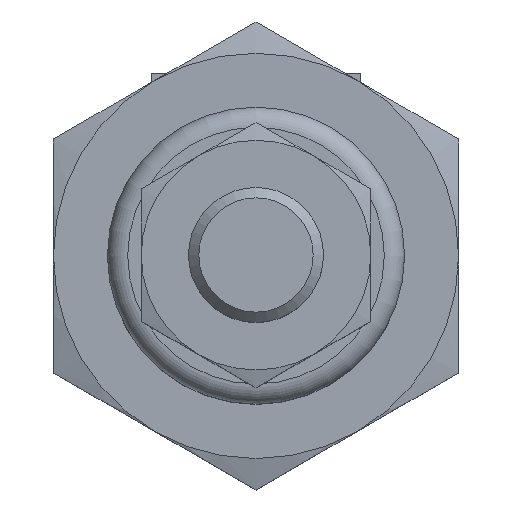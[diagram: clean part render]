
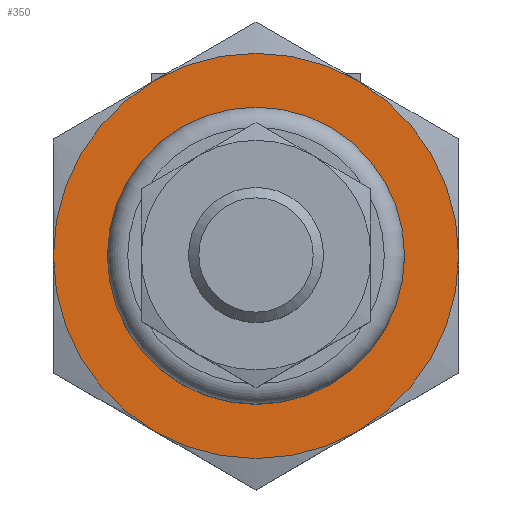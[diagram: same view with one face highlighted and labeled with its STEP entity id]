
A CAD part, top view. The second image highlights one B-rep face of the part: STEP entity #350.
In plain terms, the highlighted face is planar.
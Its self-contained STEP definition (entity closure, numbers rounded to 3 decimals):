
#350 = ADVANCED_FACE( '', ( #593, #594 ), #595, .F. );
#593 = FACE_OUTER_BOUND( '', #853, .T. );
#594 = FACE_BOUND( '', #854, .T. );
#595 = PLANE( '', #855 );
#853 = EDGE_LOOP( '', ( #1541, #1542, #1543, #1544, #1545, #1546 ) );
#854 = EDGE_LOOP( '', ( #1547 ) );
#855 = AXIS2_PLACEMENT_3D( '', #1548, #1549, #1550 );
#1541 = ORIENTED_EDGE( '', *, *, #1822, .F. );
#1542 = ORIENTED_EDGE( '', *, *, #1823, .F. );
#1543 = ORIENTED_EDGE( '', *, *, #1821, .F. );
#1544 = ORIENTED_EDGE( '', *, *, #1819, .F. );
#1545 = ORIENTED_EDGE( '', *, *, #1820, .F. );
#1546 = ORIENTED_EDGE( '', *, *, #1824, .F. );
#1547 = ORIENTED_EDGE( '', *, *, #1825, .T. );
#1548 = CARTESIAN_POINT( '', ( -3., 0., 0. ) );
#1549 = DIRECTION( '', ( 1., 0., 0. ) );
#1550 = DIRECTION( '', ( 0., 0., -1. ) );
#1819 = EDGE_CURVE( '', #2124, #2161, #2165, .T. );
#1820 = EDGE_CURVE( '', #2133, #2124, #2166, .T. );
#1821 = EDGE_CURVE( '', #2161, #2157, #2167, .T. );
#1822 = EDGE_CURVE( '', #2151, #2168, #2169, .T. );
#1823 = EDGE_CURVE( '', #2157, #2151, #2170, .T. );
#1824 = EDGE_CURVE( '', #2168, #2133, #2171, .T. );
#1825 = EDGE_CURVE( '', #2172, #2172, #2173, .T. );
#2124 = VERTEX_POINT( '', #2728 );
#2133 = VERTEX_POINT( '', #2758 );
#2151 = VERTEX_POINT( '', #2808 );
#2157 = VERTEX_POINT( '', #2830 );
#2161 = VERTEX_POINT( '', #2849 );
#2165 = CIRCLE( '', #2863, 15. );
#2166 = CIRCLE( '', #2864, 15. );
#2167 = CIRCLE( '', #2865, 15. );
#2168 = VERTEX_POINT( '', #2866 );
#2169 = CIRCLE( '', #2867, 15. );
#2170 = CIRCLE( '', #2868, 15. );
#2171 = CIRCLE( '', #2869, 15. );
#2172 = VERTEX_POINT( '', #2870 );
#2173 = CIRCLE( '', #2871, 11. );
#2728 = CARTESIAN_POINT( '', ( -3., 0., 15. ) );
#2758 = CARTESIAN_POINT( '', ( -3., 12.99, 7.5 ) );
#2808 = CARTESIAN_POINT( '', ( -3., 0., -15. ) );
#2830 = CARTESIAN_POINT( '', ( -3., -12.99, -7.5 ) );
#2849 = CARTESIAN_POINT( '', ( -3., -12.99, 7.5 ) );
#2863 = AXIS2_PLACEMENT_3D( '', #3200, #3201, #3202 );
#2864 = AXIS2_PLACEMENT_3D( '', #3203, #3204, #3205 );
#2865 = AXIS2_PLACEMENT_3D( '', #3206, #3207, #3208 );
#2866 = CARTESIAN_POINT( '', ( -3., 12.99, -7.5 ) );
#2867 = AXIS2_PLACEMENT_3D( '', #3209, #3210, #3211 );
#2868 = AXIS2_PLACEMENT_3D( '', #3212, #3213, #3214 );
#2869 = AXIS2_PLACEMENT_3D( '', #3215, #3216, #3217 );
#2870 = CARTESIAN_POINT( '', ( -3., 0., -11. ) );
#2871 = AXIS2_PLACEMENT_3D( '', #3218, #3219, #3220 );
#3200 = CARTESIAN_POINT( '', ( -3., 0., 0. ) );
#3201 = DIRECTION( '', ( 1., 0., 0. ) );
#3202 = DIRECTION( '', ( 0., 0., -1. ) );
#3203 = CARTESIAN_POINT( '', ( -3., 0., 0. ) );
#3204 = DIRECTION( '', ( 1., 0., 0. ) );
#3205 = DIRECTION( '', ( 0., 0., -1. ) );
#3206 = CARTESIAN_POINT( '', ( -3., 0., 0. ) );
#3207 = DIRECTION( '', ( 1., 0., 0. ) );
#3208 = DIRECTION( '', ( 0., 0., -1. ) );
#3209 = CARTESIAN_POINT( '', ( -3., 0., 0. ) );
#3210 = DIRECTION( '', ( 1., 0., 0. ) );
#3211 = DIRECTION( '', ( 0., 0., -1. ) );
#3212 = CARTESIAN_POINT( '', ( -3., 0., 0. ) );
#3213 = DIRECTION( '', ( 1., 0., 0. ) );
#3214 = DIRECTION( '', ( 0., 0., -1. ) );
#3215 = CARTESIAN_POINT( '', ( -3., 0., 0. ) );
#3216 = DIRECTION( '', ( 1., 0., 0. ) );
#3217 = DIRECTION( '', ( 0., 0., -1. ) );
#3218 = CARTESIAN_POINT( '', ( -3., 0., 0. ) );
#3219 = DIRECTION( '', ( 1., 0., 0. ) );
#3220 = DIRECTION( '', ( 0., 0., -1. ) );
